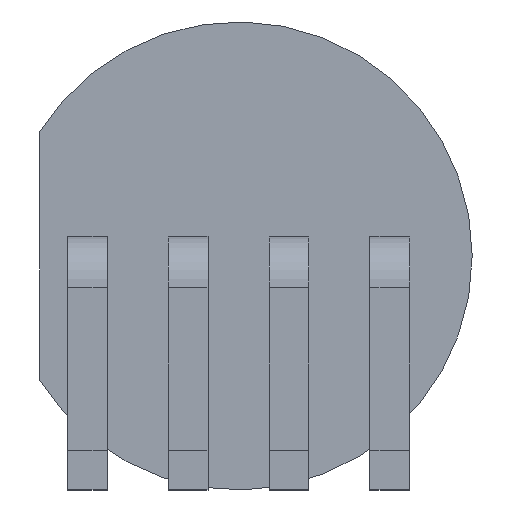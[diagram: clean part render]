
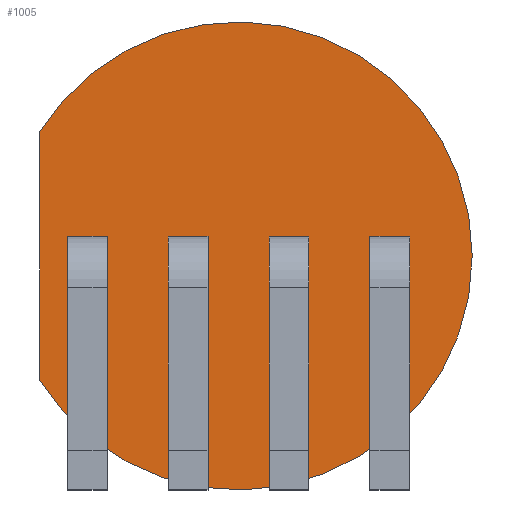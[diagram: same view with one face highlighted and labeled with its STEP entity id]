
A CAD part, left-side view. The second image highlights one B-rep face of the part: STEP entity #1005.
In plain terms, the highlighted planar face has unit normal (-1, 0, 0).
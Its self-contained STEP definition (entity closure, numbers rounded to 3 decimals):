
#38=PLANE('',#1098);
#85=LINE('',#1511,#199);
#199=VECTOR('',#1208,10.);
#325=FACE_OUTER_BOUND('',#383,.T.);
#383=EDGE_LOOP('',(#726,#727));
#443=CIRCLE('',#1099,2.95);
#475=VERTEX_POINT('',#1504);
#477=VERTEX_POINT('',#1509);
#576=EDGE_CURVE('',#475,#477,#85,.T.);
#577=EDGE_CURVE('',#475,#477,#443,.T.);
#726=ORIENTED_EDGE('',*,*,#576,.T.);
#727=ORIENTED_EDGE('',*,*,#577,.F.);
#1005=ADVANCED_FACE('',(#325),#38,.F.);
#1098=AXIS2_PLACEMENT_3D('',#1512,#1209,#1210);
#1099=AXIS2_PLACEMENT_3D('',#1513,#1211,#1212);
#1208=DIRECTION('',(0.,0.,-1.));
#1209=DIRECTION('center_axis',(1.,0.,0.));
#1210=DIRECTION('ref_axis',(0.,0.,-1.));
#1211=DIRECTION('center_axis',(1.,0.,0.));
#1212=DIRECTION('ref_axis',(0.,0.,-1.));
#1504=CARTESIAN_POINT('',(2.522,2.5,4.517));
#1509=CARTESIAN_POINT('',(2.522,2.5,1.385));
#1511=CARTESIAN_POINT('',(2.522,2.5,-1.401));
#1512=CARTESIAN_POINT('Origin',(2.522,0.,2.951));
#1513=CARTESIAN_POINT('Origin',(2.522,0.,2.951));
